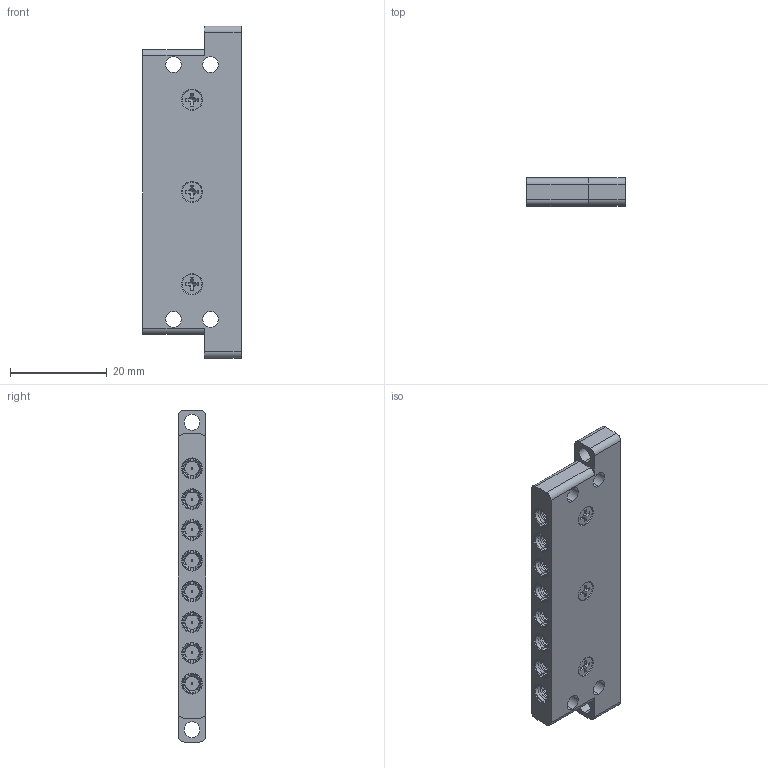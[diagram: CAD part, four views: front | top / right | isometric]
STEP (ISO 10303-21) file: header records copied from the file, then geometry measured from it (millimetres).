
FILE_DESCRIPTION (( 'STEP AP214' ), '1' );
FILE_NAME ('SMP 8-WAY ATTENUATOR.STEP', '2020-06-09T16:54:35', ( '' ), ( '' ), 'SwSTEP 2.0', 'SolidWorks 2016', '' );
FILE_SCHEMA (( 'AUTOMOTIVE_DESIGN' ));
Length unit declared in the file: inch
Products named in the file (1): SMP 8-WAY ATTENUATOR
Bounding box: 20.32 x 5.71 x 68.58 mm (x, y, z)
Volume: 6393 mm3; surface area: 9216 mm2
Topology: 21 solids, 21 shells, 1681 faces, 4604 edges, 3045 vertices
Faces by surface type: cylinder 668, plane 364, bspline 313, cone 272, torus 64
Entity records: 159143 total; most frequent: CARTESIAN_POINT 98402, ORIENTED_EDGE 9184, DIRECTION 6941, EDGE_CURVE 4592, VERTEX_POINT 3045, AXIS2_PLACEMENT_3D 2704, EDGE_LOOP 1823, DIMENSIONAL_EXPONENTS 1704
